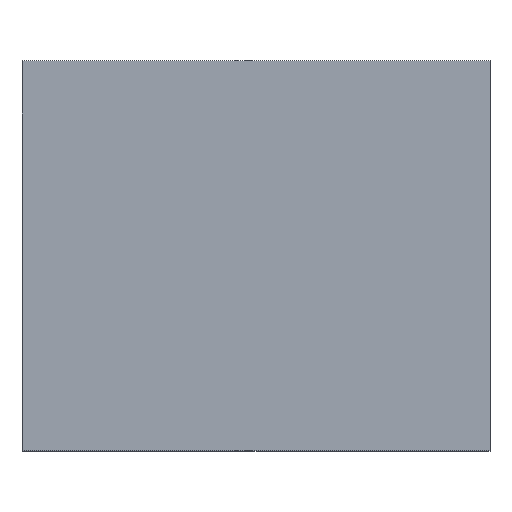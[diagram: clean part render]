
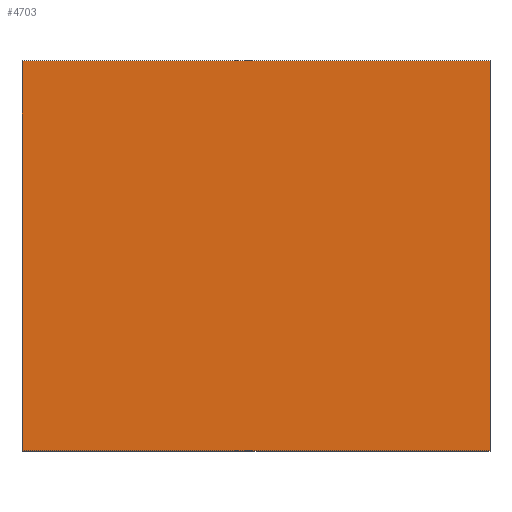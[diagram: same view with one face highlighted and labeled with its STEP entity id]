
A CAD part, top view. The second image highlights one B-rep face of the part: STEP entity #4703.
In plain terms, the highlighted face is planar.
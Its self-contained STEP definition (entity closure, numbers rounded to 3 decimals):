
#3581=DIRECTION('',(1.,0.,0.));
#3582=VECTOR('',#3581,3.);
#3583=CARTESIAN_POINT('',(-1.5,0.975,1.25));
#3584=LINE('',#3583,#3582);
#3588=DIRECTION('',(0.,0.,1.));
#3589=VECTOR('',#3588,2.5);
#3590=CARTESIAN_POINT('',(-1.5,0.975,-1.25));
#3591=LINE('',#3590,#3589);
#3595=DIRECTION('',(-1.,0.,0.));
#3596=VECTOR('',#3595,3.);
#3597=CARTESIAN_POINT('',(1.5,0.975,-1.25));
#3598=LINE('',#3597,#3596);
#3602=DIRECTION('',(0.,0.,-1.));
#3603=VECTOR('',#3602,2.5);
#3604=CARTESIAN_POINT('',(1.5,0.975,1.25));
#3605=LINE('',#3604,#3603);
#3938=CARTESIAN_POINT('',(-1.5,0.975,1.25));
#3939=CARTESIAN_POINT('',(1.5,0.975,1.25));
#3940=VERTEX_POINT('',#3938);
#3941=VERTEX_POINT('',#3939);
#3942=CARTESIAN_POINT('',(1.5,0.975,-1.25));
#3943=VERTEX_POINT('',#3942);
#3944=CARTESIAN_POINT('',(-1.5,0.975,-1.25));
#3945=VERTEX_POINT('',#3944);
#4690=CARTESIAN_POINT('',(0.,0.975,0.));
#4691=DIRECTION('',(0.,1.,0.));
#4692=DIRECTION('',(1.,0.,0.));
#4693=AXIS2_PLACEMENT_3D('',#4690,#4691,#4692);
#4694=PLANE('',#4693);
#4695=ORIENTED_EDGE('',*,*,#4650,.F.);
#4696=ORIENTED_EDGE('',*,*,#4348,.F.);
#4698=ORIENTED_EDGE('',*,*,#4697,.F.);
#4700=ORIENTED_EDGE('',*,*,#4699,.F.);
#4701=EDGE_LOOP('',(#4695,#4696,#4698,#4700));
#4702=FACE_OUTER_BOUND('',#4701,.F.);
#4348=EDGE_CURVE('',#3945,#3940,#3591,.T.);
#4650=EDGE_CURVE('',#3940,#3941,#3584,.T.);
#4697=EDGE_CURVE('',#3943,#3945,#3598,.T.);
#4699=EDGE_CURVE('',#3941,#3943,#3605,.T.);
#4703=ADVANCED_FACE('',(#4702),#4694,.T.);
